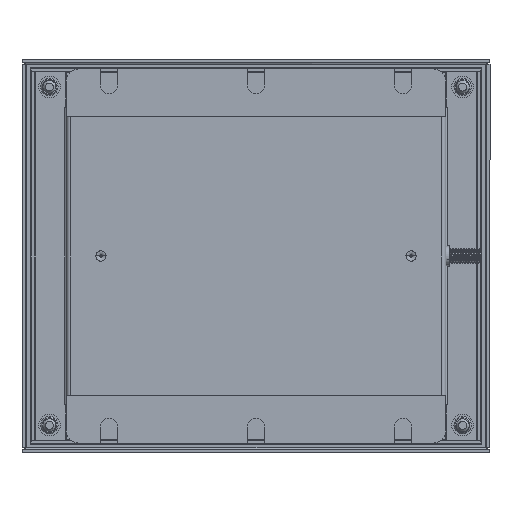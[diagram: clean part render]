
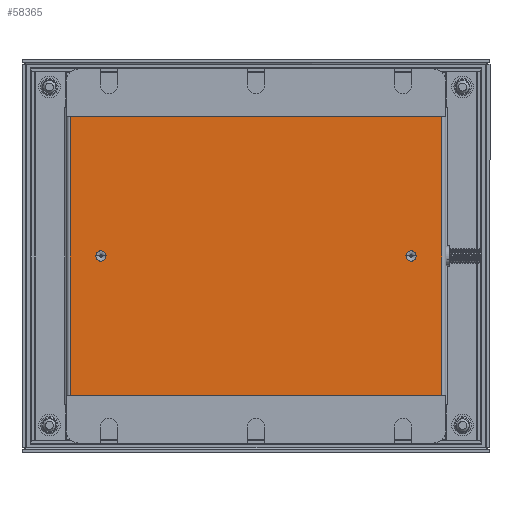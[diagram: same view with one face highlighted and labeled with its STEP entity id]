
A CAD part, front view. The second image highlights one B-rep face of the part: STEP entity #58365.
In plain terms, the highlighted planar face has unit normal (0, -1, 0).
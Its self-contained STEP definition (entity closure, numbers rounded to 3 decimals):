
#452 = ORIENTED_EDGE ( 'NONE', *, *, #8014, .F. ) ;
#1136 = VERTEX_POINT ( 'NONE', #48250 ) ;
#1276 = CARTESIAN_POINT ( 'NONE',  ( 71., -1., -55.5 ) ) ;
#1298 = CARTESIAN_POINT ( 'NONE',  ( 58., -1., 0. ) ) ;
#2580 = CARTESIAN_POINT ( 'NONE',  ( 69.4, -1., 55.5 ) ) ;
#4696 = DIRECTION ( 'NONE',  ( 0., 1., 0. ) ) ;
#5220 = CARTESIAN_POINT ( 'NONE',  ( -58., -1., 0. ) ) ;
#5263 = EDGE_CURVE ( 'NONE', #43884, #25102, #18183, .T. ) ;
#8014 = EDGE_CURVE ( 'NONE', #19973, #69327, #52736, .T. ) ;
#8209 = EDGE_CURVE ( 'NONE', #1136, #49451, #49740, .T. ) ;
#9058 = LINE ( 'NONE', #13027, #41098 ) ;
#9509 = ORIENTED_EDGE ( 'NONE', *, *, #25661, .F. ) ;
#10295 = ORIENTED_EDGE ( 'NONE', *, *, #46775, .T. ) ;
#11059 = CARTESIAN_POINT ( 'NONE',  ( 58., -1., 0. ) ) ;
#11933 = VECTOR ( 'NONE', #67432, 1000. ) ;
#13027 = CARTESIAN_POINT ( 'NONE',  ( 71., -1., 55.5 ) ) ;
#13335 = LINE ( 'NONE', #56494, #11933 ) ;
#13607 = ORIENTED_EDGE ( 'NONE', *, *, #29154, .T. ) ;
#13949 = PLANE ( 'NONE',  #59528 ) ;
#13968 = DIRECTION ( 'NONE',  ( -1., 0., 0. ) ) ;
#14274 = CIRCLE ( 'NONE', #24418, 1.923 ) ;
#15475 = DIRECTION ( 'NONE',  ( 1., 0., 0. ) ) ;
#15516 = CARTESIAN_POINT ( 'NONE',  ( -69.5, -1., 55.5 ) ) ;
#15734 = EDGE_CURVE ( 'NONE', #25102, #49746, #9058, .T. ) ;
#16348 = DIRECTION ( 'NONE',  ( 1., 0., 0. ) ) ;
#17263 = DIRECTION ( 'NONE',  ( -1., 0., 0. ) ) ;
#18183 = LINE ( 'NONE', #34381, #46844 ) ;
#18488 = VECTOR ( 'NONE', #26931, 1000. ) ;
#18970 = CARTESIAN_POINT ( 'NONE',  ( 71., -1., 55.5 ) ) ;
#19628 = DIRECTION ( 'NONE',  ( 0., -1., 0. ) ) ;
#19973 = VERTEX_POINT ( 'NONE', #44511 ) ;
#20990 = LINE ( 'NONE', #31198, #18488 ) ;
#21664 = CARTESIAN_POINT ( 'NONE',  ( -69.4, -1., 55.5 ) ) ;
#22225 = VECTOR ( 'NONE', #34134, 1000. ) ;
#24418 = AXIS2_PLACEMENT_3D ( 'NONE', #36625, #25356, #15475 ) ;
#24895 = FACE_OUTER_BOUND ( 'NONE', #68198, .T. ) ;
#24932 = CARTESIAN_POINT ( 'NONE',  ( -69.4, -1., -55.5 ) ) ;
#25102 = VERTEX_POINT ( 'NONE', #67248 ) ;
#25356 = DIRECTION ( 'NONE',  ( 0., -1., 0. ) ) ;
#25661 = EDGE_CURVE ( 'NONE', #49451, #43439, #20990, .T. ) ;
#26931 = DIRECTION ( 'NONE',  ( -1., 0., 0. ) ) ;
#28305 = VERTEX_POINT ( 'NONE', #40059 ) ;
#29154 = EDGE_CURVE ( 'NONE', #66010, #43439, #41992, .T. ) ;
#29500 = CIRCLE ( 'NONE', #69059, 1.923 ) ;
#30179 = CARTESIAN_POINT ( 'NONE',  ( 56.077, -1., 0. ) ) ;
#30211 = FACE_BOUND ( 'NONE', #50385, .T. ) ;
#30338 = EDGE_LOOP ( 'NONE', ( #60067, #10295 ) ) ;
#30605 = ORIENTED_EDGE ( 'NONE', *, *, #60659, .F. ) ;
#30914 = VERTEX_POINT ( 'NONE', #44219 ) ;
#31198 = CARTESIAN_POINT ( 'NONE',  ( -69.4, -1., -55.5 ) ) ;
#32440 = VECTOR ( 'NONE', #64345, 1000. ) ;
#33556 = CARTESIAN_POINT ( 'NONE',  ( -59.923, -1., 0. ) ) ;
#33746 = ORIENTED_EDGE ( 'NONE', *, *, #5263, .T. ) ;
#33878 = AXIS2_PLACEMENT_3D ( 'NONE', #1298, #49760, #17263 ) ;
#34134 = DIRECTION ( 'NONE',  ( -1., 0., 0. ) ) ;
#34381 = CARTESIAN_POINT ( 'NONE',  ( 69.5, -1., -55.5 ) ) ;
#34883 = CARTESIAN_POINT ( 'NONE',  ( 69.5, -1., -55.5 ) ) ;
#35915 = ORIENTED_EDGE ( 'NONE', *, *, #42718, .F. ) ;
#36370 = EDGE_CURVE ( 'NONE', #43884, #1136, #13335, .T. ) ;
#36625 = CARTESIAN_POINT ( 'NONE',  ( -58., -1., 0. ) ) ;
#37160 = LINE ( 'NONE', #21664, #38225 ) ;
#38003 = VECTOR ( 'NONE', #13968, 1000. ) ;
#38225 = VECTOR ( 'NONE', #16348, 1000. ) ;
#40059 = CARTESIAN_POINT ( 'NONE',  ( 59.923, -1., 0. ) ) ;
#40094 = VERTEX_POINT ( 'NONE', #30179 ) ;
#40779 = EDGE_CURVE ( 'NONE', #40094, #28305, #55389, .T. ) ;
#41098 = VECTOR ( 'NONE', #41519, 1000. ) ;
#41519 = DIRECTION ( 'NONE',  ( -1., 0., 0. ) ) ;
#41731 = ORIENTED_EDGE ( 'NONE', *, *, #36370, .F. ) ;
#41992 = LINE ( 'NONE', #15516, #32440 ) ;
#42718 = EDGE_CURVE ( 'NONE', #69327, #19973, #14274, .T. ) ;
#42994 = DIRECTION ( 'NONE',  ( 0., -1., 0. ) ) ;
#43191 = EDGE_CURVE ( 'NONE', #49746, #30914, #57491, .T. ) ;
#43439 = VERTEX_POINT ( 'NONE', #63032 ) ;
#43884 = VERTEX_POINT ( 'NONE', #34883 ) ;
#44219 = CARTESIAN_POINT ( 'NONE',  ( -69.4, -1., 55.5 ) ) ;
#44511 = CARTESIAN_POINT ( 'NONE',  ( -56.077, -1., 0. ) ) ;
#46775 = EDGE_CURVE ( 'NONE', #28305, #40094, #29500, .T. ) ;
#46844 = VECTOR ( 'NONE', #51059, 1000. ) ;
#47837 = DIRECTION ( 'NONE',  ( -1., 0., 0. ) ) ;
#48250 = CARTESIAN_POINT ( 'NONE',  ( 69.4, -1., -55.5 ) ) ;
#49451 = VERTEX_POINT ( 'NONE', #24932 ) ;
#49740 = LINE ( 'NONE', #1276, #22225 ) ;
#49746 = VERTEX_POINT ( 'NONE', #2580 ) ;
#49760 = DIRECTION ( 'NONE',  ( 0., 1., 0. ) ) ;
#50385 = EDGE_LOOP ( 'NONE', ( #452, #35915 ) ) ;
#50586 = ORIENTED_EDGE ( 'NONE', *, *, #8209, .F. ) ;
#51059 = DIRECTION ( 'NONE',  ( 0., 0., 1. ) ) ;
#52432 = CARTESIAN_POINT ( 'NONE',  ( -69.5, -1., 55.5 ) ) ;
#52736 = CIRCLE ( 'NONE', #53902, 1.923 ) ;
#53902 = AXIS2_PLACEMENT_3D ( 'NONE', #5220, #42994, #59334 ) ;
#55389 = CIRCLE ( 'NONE', #33878, 1.923 ) ;
#56230 = ORIENTED_EDGE ( 'NONE', *, *, #43191, .T. ) ;
#56494 = CARTESIAN_POINT ( 'NONE',  ( 71., -1., -55.5 ) ) ;
#57129 = DIRECTION ( 'NONE',  ( 0., 0., -1. ) ) ;
#57491 = LINE ( 'NONE', #18970, #38003 ) ;
#58365 = ADVANCED_FACE ( 'NONE', ( #30211, #63121, #24895 ), #13949, .T. ) ;
#59334 = DIRECTION ( 'NONE',  ( 1., 0., 0. ) ) ;
#59528 = AXIS2_PLACEMENT_3D ( 'NONE', #68070, #19628, #57129 ) ;
#60067 = ORIENTED_EDGE ( 'NONE', *, *, #40779, .T. ) ;
#60659 = EDGE_CURVE ( 'NONE', #66010, #30914, #37160, .T. ) ;
#63032 = CARTESIAN_POINT ( 'NONE',  ( -69.5, -1., -55.5 ) ) ;
#63121 = FACE_BOUND ( 'NONE', #30338, .T. ) ;
#64345 = DIRECTION ( 'NONE',  ( 0., 0., -1. ) ) ;
#66010 = VERTEX_POINT ( 'NONE', #52432 ) ;
#67248 = CARTESIAN_POINT ( 'NONE',  ( 69.5, -1., 55.5 ) ) ;
#67432 = DIRECTION ( 'NONE',  ( -1., 0., 0. ) ) ;
#68070 = CARTESIAN_POINT ( 'NONE',  ( 71., -1., 0. ) ) ;
#68198 = EDGE_LOOP ( 'NONE', ( #41731, #33746, #69775, #56230, #30605, #13607, #9509, #50586 ) ) ;
#69059 = AXIS2_PLACEMENT_3D ( 'NONE', #11059, #4696, #47837 ) ;
#69327 = VERTEX_POINT ( 'NONE', #33556 ) ;
#69775 = ORIENTED_EDGE ( 'NONE', *, *, #15734, .T. ) ;
